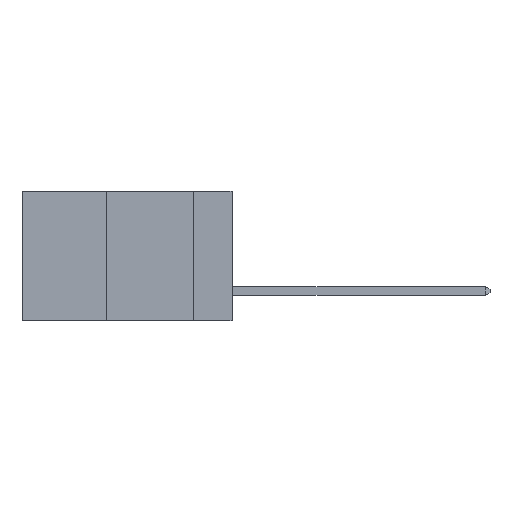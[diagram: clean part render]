
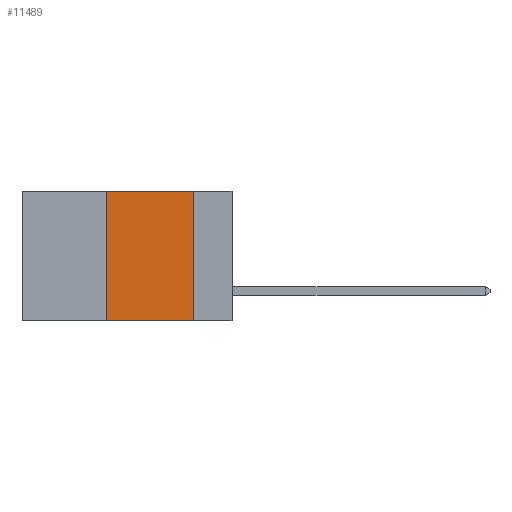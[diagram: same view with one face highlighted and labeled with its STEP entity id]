
A CAD part, left-side view. The second image highlights one B-rep face of the part: STEP entity #11489.
In plain terms, the highlighted planar face has unit normal (-1, 0, 0).
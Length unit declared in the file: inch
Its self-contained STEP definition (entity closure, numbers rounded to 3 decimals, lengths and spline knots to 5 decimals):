
#29 = PLANE ( 'NONE',  #8767 ) ;
#48 = DIRECTION ( 'NONE',  ( 0., 0., 1. ) ) ;
#105 = VECTOR ( 'NONE', #13638, 39.37008 ) ;
#537 = LINE ( 'NONE', #9930, #105 ) ;
#1133 = ORIENTED_EDGE ( 'NONE', *, *, #5977, .F. ) ;
#1790 = CARTESIAN_POINT ( 'NONE',  ( 0., 0.11, -0.37 ) ) ;
#1808 = VERTEX_POINT ( 'NONE', #1790 ) ;
#2677 = CARTESIAN_POINT ( 'NONE',  ( 0., 0.6, 0. ) ) ;
#2767 = VECTOR ( 'NONE', #48, 39.37008 ) ;
#3345 = CARTESIAN_POINT ( 'NONE',  ( 0., 0.11, 0. ) ) ;
#3859 = EDGE_CURVE ( 'NONE', #6414, #1808, #537, .T. ) ;
#3951 = EDGE_CURVE ( 'NONE', #6414, #11618, #8253, .T. ) ;
#4009 = EDGE_CURVE ( 'NONE', #8731, #1808, #10291, .T. ) ;
#4962 = DIRECTION ( 'NONE',  ( 0., 0., -1. ) ) ;
#5031 = VECTOR ( 'NONE', #7450, 39.37008 ) ;
#5977 = EDGE_CURVE ( 'NONE', #11618, #8731, #7889, .T. ) ;
#6414 = VERTEX_POINT ( 'NONE', #10087 ) ;
#7275 = ORIENTED_EDGE ( 'NONE', *, *, #3951, .F. ) ;
#7290 = CARTESIAN_POINT ( 'NONE',  ( 0., 0.36, 0. ) ) ;
#7450 = DIRECTION ( 'NONE',  ( 0., -1., 0. ) ) ;
#7815 = CARTESIAN_POINT ( 'NONE',  ( 0., 0.6, 0. ) ) ;
#7889 = LINE ( 'NONE', #7815, #5031 ) ;
#8253 = LINE ( 'NONE', #8961, #2767 ) ;
#8731 = VERTEX_POINT ( 'NONE', #3345 ) ;
#8767 = AXIS2_PLACEMENT_3D ( 'NONE', #2677, #11152, #4962 ) ;
#8961 = CARTESIAN_POINT ( 'NONE',  ( 0., 0.36, 0. ) ) ;
#9930 = CARTESIAN_POINT ( 'NONE',  ( 0., 0.6, -0.37 ) ) ;
#10087 = CARTESIAN_POINT ( 'NONE',  ( 0., 0.36, -0.37 ) ) ;
#10224 = CARTESIAN_POINT ( 'NONE',  ( 0., 0.11, 0. ) ) ;
#10291 = LINE ( 'NONE', #10224, #12535 ) ;
#10552 = FACE_OUTER_BOUND ( 'NONE', #13492, .T. ) ;
#11152 = DIRECTION ( 'NONE',  ( 1., 0., 0. ) ) ;
#11489 = ADVANCED_FACE ( 'NONE', ( #10552 ), #29, .F. ) ;
#11511 = ORIENTED_EDGE ( 'NONE', *, *, #4009, .F. ) ;
#11618 = VERTEX_POINT ( 'NONE', #7290 ) ;
#12264 = ORIENTED_EDGE ( 'NONE', *, *, #3859, .T. ) ;
#12535 = VECTOR ( 'NONE', #13253, 39.37008 ) ;
#13253 = DIRECTION ( 'NONE',  ( 0., 0., -1. ) ) ;
#13492 = EDGE_LOOP ( 'NONE', ( #11511, #1133, #7275, #12264 ) ) ;
#13638 = DIRECTION ( 'NONE',  ( 0., -1., 0. ) ) ;
